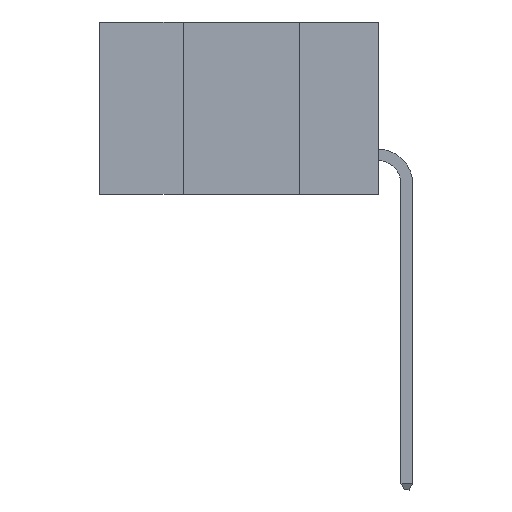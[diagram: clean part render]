
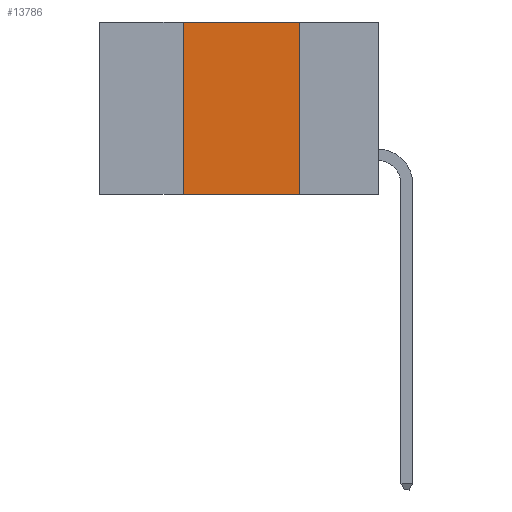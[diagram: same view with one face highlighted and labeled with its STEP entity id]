
A CAD part, left-side view. The second image highlights one B-rep face of the part: STEP entity #13786.
In plain terms, the highlighted planar face has unit normal (-1, 0, 0).
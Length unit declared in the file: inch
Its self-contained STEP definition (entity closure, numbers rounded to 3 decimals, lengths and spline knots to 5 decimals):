
#1205 = CARTESIAN_POINT ( 'NONE',  ( 0., 0.42, 0. ) ) ;
#2090 = CARTESIAN_POINT ( 'NONE',  ( 0., 0.17, -0.37 ) ) ;
#2762 = EDGE_CURVE ( 'NONE', #3787, #18793, #19723, .T. ) ;
#2918 = FACE_OUTER_BOUND ( 'NONE', #12820, .T. ) ;
#3787 = VERTEX_POINT ( 'NONE', #14045 ) ;
#3995 = DIRECTION ( 'NONE',  ( 0., 0., -1. ) ) ;
#5753 = VECTOR ( 'NONE', #11550, 39.37008 ) ;
#6159 = DIRECTION ( 'NONE',  ( 0., 0., -1. ) ) ;
#11030 = LINE ( 'NONE', #1205, #23726 ) ;
#11146 = PLANE ( 'NONE',  #22769 ) ;
#11188 = LINE ( 'NONE', #14015, #17141 ) ;
#11237 = EDGE_CURVE ( 'NONE', #28847, #28560, #11030, .T. ) ;
#11550 = DIRECTION ( 'NONE',  ( 0., -1., 0. ) ) ;
#11906 = ORIENTED_EDGE ( 'NONE', *, *, #31527, .T. ) ;
#12677 = EDGE_CURVE ( 'NONE', #28560, #3787, #25184, .T. ) ;
#12820 = EDGE_LOOP ( 'NONE', ( #27699, #18209, #27311, #11906 ) ) ;
#13786 = ADVANCED_FACE ( 'NONE', ( #2918 ), #11146, .F. ) ;
#14015 = CARTESIAN_POINT ( 'NONE',  ( 0., 0.6, -0.37 ) ) ;
#14045 = CARTESIAN_POINT ( 'NONE',  ( 0., 0.17, 0. ) ) ;
#16636 = CARTESIAN_POINT ( 'NONE',  ( 0., 0.6, 0. ) ) ;
#17141 = VECTOR ( 'NONE', #31645, 39.37008 ) ;
#18209 = ORIENTED_EDGE ( 'NONE', *, *, #12677, .F. ) ;
#18791 = CARTESIAN_POINT ( 'NONE',  ( 0., 0.6, 0. ) ) ;
#18793 = VERTEX_POINT ( 'NONE', #2090 ) ;
#19723 = LINE ( 'NONE', #28536, #25668 ) ;
#21341 = DIRECTION ( 'NONE',  ( 1., 0., 0. ) ) ;
#22769 = AXIS2_PLACEMENT_3D ( 'NONE', #18791, #21341, #6159 ) ;
#23726 = VECTOR ( 'NONE', #31443, 39.37008 ) ;
#24775 = CARTESIAN_POINT ( 'NONE',  ( 0., 0.42, 0. ) ) ;
#25184 = LINE ( 'NONE', #16636, #5753 ) ;
#25668 = VECTOR ( 'NONE', #3995, 39.37008 ) ;
#25966 = CARTESIAN_POINT ( 'NONE',  ( 0., 0.42, -0.37 ) ) ;
#27311 = ORIENTED_EDGE ( 'NONE', *, *, #11237, .F. ) ;
#27699 = ORIENTED_EDGE ( 'NONE', *, *, #2762, .F. ) ;
#28536 = CARTESIAN_POINT ( 'NONE',  ( 0., 0.17, 0. ) ) ;
#28560 = VERTEX_POINT ( 'NONE', #24775 ) ;
#28847 = VERTEX_POINT ( 'NONE', #25966 ) ;
#31443 = DIRECTION ( 'NONE',  ( 0., 0., 1. ) ) ;
#31527 = EDGE_CURVE ( 'NONE', #28847, #18793, #11188, .T. ) ;
#31645 = DIRECTION ( 'NONE',  ( 0., -1., 0. ) ) ;
